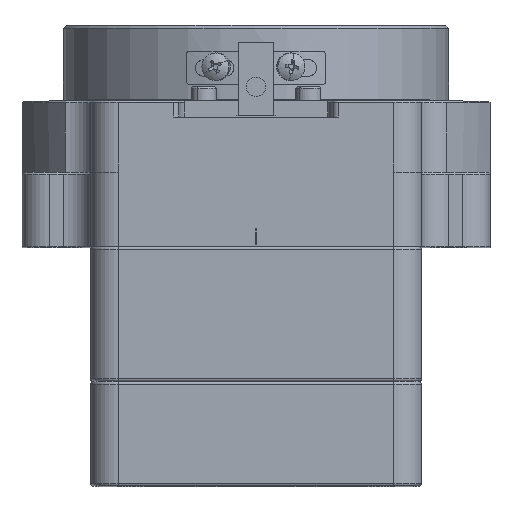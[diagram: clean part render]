
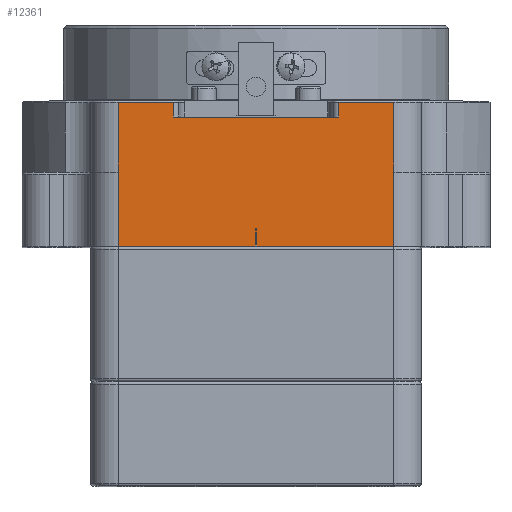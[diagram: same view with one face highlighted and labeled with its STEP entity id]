
A CAD part, top view. The second image highlights one B-rep face of the part: STEP entity #12361.
In plain terms, the highlighted planar face has unit normal (0, 0, 1).
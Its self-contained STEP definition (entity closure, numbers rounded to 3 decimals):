
#51 = DIRECTION ( 'NONE',  ( 0., 1., 0. ) ) ;
#417 = ORIENTED_EDGE ( 'NONE', *, *, #3452, .F. ) ;
#531 = CARTESIAN_POINT ( 'NONE',  ( -25., 13.5, 73. ) ) ;
#542 = VERTEX_POINT ( 'NONE', #18819 ) ;
#685 = EDGE_CURVE ( 'NONE', #38694, #13438, #19591, .T. ) ;
#1718 = CARTESIAN_POINT ( 'NONE',  ( -25., 26.2, 73. ) ) ;
#2296 = LINE ( 'NONE', #14327, #17051 ) ;
#2808 = ORIENTED_EDGE ( 'NONE', *, *, #28192, .T. ) ;
#2866 = CARTESIAN_POINT ( 'NONE',  ( 25., 13.5, 73. ) ) ;
#3452 = EDGE_CURVE ( 'NONE', #26221, #22835, #20446, .T. ) ;
#3749 = DIRECTION ( 'NONE',  ( -1., 0., 0. ) ) ;
#4618 = DIRECTION ( 'NONE',  ( 0., -1., 0. ) ) ;
#4731 = EDGE_CURVE ( 'NONE', #10731, #12838, #38603, .T. ) ;
#5465 = DIRECTION ( 'NONE',  ( 1., 0., 0. ) ) ;
#5512 = DIRECTION ( 'NONE',  ( 0., -1., 0. ) ) ;
#6444 = VECTOR ( 'NONE', #31257, 1000. ) ;
#6729 = PLANE ( 'NONE',  #18990 ) ;
#6869 = LINE ( 'NONE', #18885, #11251 ) ;
#7189 = LINE ( 'NONE', #19209, #6444 ) ;
#7609 = DIRECTION ( 'NONE',  ( 1., 0., 0. ) ) ;
#8159 = VERTEX_POINT ( 'NONE', #26917 ) ;
#8243 = LINE ( 'NONE', #20273, #12904 ) ;
#8431 = VERTEX_POINT ( 'NONE', #35304 ) ;
#8450 = CARTESIAN_POINT ( 'NONE',  ( -25., 0., 73. ) ) ;
#8604 = VECTOR ( 'NONE', #7609, 1000. ) ;
#8713 = ORIENTED_EDGE ( 'NONE', *, *, #20197, .T. ) ;
#9077 = CARTESIAN_POINT ( 'NONE',  ( 25., 13.5, 73. ) ) ;
#9120 = CARTESIAN_POINT ( 'NONE',  ( -0.31, 0., 73. ) ) ;
#9242 = EDGE_CURVE ( 'NONE', #18571, #10068, #22602, .T. ) ;
#10055 = VECTOR ( 'NONE', #23607, 1000. ) ;
#10068 = VERTEX_POINT ( 'NONE', #25085 ) ;
#10623 = ORIENTED_EDGE ( 'NONE', *, *, #12584, .T. ) ;
#10731 = VERTEX_POINT ( 'NONE', #29899 ) ;
#10976 = LINE ( 'NONE', #23006, #31642 ) ;
#11145 = CARTESIAN_POINT ( 'NONE',  ( -25., 0., 73. ) ) ;
#11251 = VECTOR ( 'NONE', #30927, 1000. ) ;
#11286 = EDGE_CURVE ( 'NONE', #542, #8431, #27571, .T. ) ;
#11573 = CARTESIAN_POINT ( 'NONE',  ( 15., 26.2, 73. ) ) ;
#12222 = ORIENTED_EDGE ( 'NONE', *, *, #18147, .T. ) ;
#12361 = ADVANCED_FACE ( 'NONE', ( #33749 ), #6729, .F. ) ;
#12568 = DIRECTION ( 'NONE',  ( 0., -1., 0. ) ) ;
#12584 = EDGE_CURVE ( 'NONE', #12838, #22835, #20495, .T. ) ;
#12838 = VERTEX_POINT ( 'NONE', #13175 ) ;
#12904 = VECTOR ( 'NONE', #32332, 1000. ) ;
#13175 = CARTESIAN_POINT ( 'NONE',  ( 15., 26.2, 73. ) ) ;
#13357 = CARTESIAN_POINT ( 'NONE',  ( 15., 23.5, 73. ) ) ;
#13438 = VERTEX_POINT ( 'NONE', #23553 ) ;
#13745 = DIRECTION ( 'NONE',  ( -1., 0., 0. ) ) ;
#14049 = ORIENTED_EDGE ( 'NONE', *, *, #20941, .T. ) ;
#14050 = EDGE_CURVE ( 'NONE', #36410, #10068, #29887, .T. ) ;
#14168 = ORIENTED_EDGE ( 'NONE', *, *, #14050, .F. ) ;
#14327 = CARTESIAN_POINT ( 'NONE',  ( -0.01, 3.2, 73. ) ) ;
#14893 = DIRECTION ( 'NONE',  ( 0., -1., 0. ) ) ;
#15045 = LINE ( 'NONE', #27067, #34997 ) ;
#16261 = ORIENTED_EDGE ( 'NONE', *, *, #25663, .F. ) ;
#16415 = VECTOR ( 'NONE', #12568, 1000. ) ;
#16827 = EDGE_CURVE ( 'NONE', #33452, #8159, #10976, .T. ) ;
#17051 = VECTOR ( 'NONE', #26345, 1000. ) ;
#17476 = EDGE_LOOP ( 'NONE', ( #14049, #29518, #10623, #417, #12222, #34608, #28228, #2808, #36001, #32400, #28605, #16261, #31476, #8713, #21242, #14168 ) ) ;
#18147 = EDGE_CURVE ( 'NONE', #26221, #29116, #15045, .T. ) ;
#18427 = VECTOR ( 'NONE', #5512, 1000. ) ;
#18571 = VERTEX_POINT ( 'NONE', #20728 ) ;
#18750 = CARTESIAN_POINT ( 'NONE',  ( -25., 13.5, 73. ) ) ;
#18819 = CARTESIAN_POINT ( 'NONE',  ( -25., 26.2, 73. ) ) ;
#18885 = CARTESIAN_POINT ( 'NONE',  ( -0.01, 3.2, 73. ) ) ;
#18990 = AXIS2_PLACEMENT_3D ( 'NONE', #18750, #30784, #3749 ) ;
#19209 = CARTESIAN_POINT ( 'NONE',  ( 0.01, 0.3, 73. ) ) ;
#19591 = LINE ( 'NONE', #31649, #30265 ) ;
#20197 = EDGE_CURVE ( 'NONE', #13438, #18571, #7189, .T. ) ;
#20273 = CARTESIAN_POINT ( 'NONE',  ( -25., 13.5, 73. ) ) ;
#20360 = VECTOR ( 'NONE', #21108, 1000. ) ;
#20446 = LINE ( 'NONE', #32489, #22811 ) ;
#20495 = LINE ( 'NONE', #32543, #18427 ) ;
#20697 = CARTESIAN_POINT ( 'NONE',  ( -0.01, 3.2, 73. ) ) ;
#20728 = CARTESIAN_POINT ( 'NONE',  ( 0.31, 0., 73. ) ) ;
#20941 = EDGE_CURVE ( 'NONE', #36410, #10731, #36099, .T. ) ;
#21108 = DIRECTION ( 'NONE',  ( 0., 1., 0. ) ) ;
#21242 = ORIENTED_EDGE ( 'NONE', *, *, #9242, .T. ) ;
#22015 = CARTESIAN_POINT ( 'NONE',  ( 25., 13.5, 73. ) ) ;
#22089 = VECTOR ( 'NONE', #23175, 1000. ) ;
#22602 = LINE ( 'NONE', #34637, #8604 ) ;
#22811 = VECTOR ( 'NONE', #5465, 1000. ) ;
#22835 = VERTEX_POINT ( 'NONE', #13357 ) ;
#22882 = EDGE_CURVE ( 'NONE', #29116, #542, #28733, .T. ) ;
#23006 = CARTESIAN_POINT ( 'NONE',  ( -0.01, 0.3, 73. ) ) ;
#23175 = DIRECTION ( 'NONE',  ( 1., 0., 0. ) ) ;
#23553 = CARTESIAN_POINT ( 'NONE',  ( 0.01, 0.3, 73. ) ) ;
#23607 = DIRECTION ( 'NONE',  ( -1., 0., 0. ) ) ;
#24020 = EDGE_CURVE ( 'NONE', #34592, #8159, #6869, .T. ) ;
#25085 = CARTESIAN_POINT ( 'NONE',  ( 25., 0., 73. ) ) ;
#25601 = VECTOR ( 'NONE', #14893, 1000. ) ;
#25663 = EDGE_CURVE ( 'NONE', #38694, #34592, #2296, .T. ) ;
#26019 = VECTOR ( 'NONE', #13745, 1000. ) ;
#26221 = VERTEX_POINT ( 'NONE', #36166 ) ;
#26345 = DIRECTION ( 'NONE',  ( -1., 0., 0. ) ) ;
#26917 = CARTESIAN_POINT ( 'NONE',  ( -0.01, 0.3, 73. ) ) ;
#27067 = CARTESIAN_POINT ( 'NONE',  ( -15., 13.5, 73. ) ) ;
#27571 = LINE ( 'NONE', #531, #16415 ) ;
#28192 = EDGE_CURVE ( 'NONE', #8431, #28207, #8243, .T. ) ;
#28207 = VERTEX_POINT ( 'NONE', #8450 ) ;
#28228 = ORIENTED_EDGE ( 'NONE', *, *, #11286, .T. ) ;
#28605 = ORIENTED_EDGE ( 'NONE', *, *, #24020, .F. ) ;
#28733 = LINE ( 'NONE', #1718, #26019 ) ;
#29086 = CARTESIAN_POINT ( 'NONE',  ( 0.01, 3.2, 73. ) ) ;
#29116 = VERTEX_POINT ( 'NONE', #38332 ) ;
#29518 = ORIENTED_EDGE ( 'NONE', *, *, #4731, .T. ) ;
#29887 = LINE ( 'NONE', #2866, #25601 ) ;
#29899 = CARTESIAN_POINT ( 'NONE',  ( 25., 26.2, 73. ) ) ;
#30265 = VECTOR ( 'NONE', #4618, 1000. ) ;
#30784 = DIRECTION ( 'NONE',  ( 0., 0., -1. ) ) ;
#30927 = DIRECTION ( 'NONE',  ( 0., -1., 0. ) ) ;
#31257 = DIRECTION ( 'NONE',  ( 0.707, -0.707, 0. ) ) ;
#31476 = ORIENTED_EDGE ( 'NONE', *, *, #685, .T. ) ;
#31642 = VECTOR ( 'NONE', #35050, 1000. ) ;
#31649 = CARTESIAN_POINT ( 'NONE',  ( 0.01, 3.2, 73. ) ) ;
#32332 = DIRECTION ( 'NONE',  ( 0., -1., 0. ) ) ;
#32400 = ORIENTED_EDGE ( 'NONE', *, *, #16827, .T. ) ;
#32489 = CARTESIAN_POINT ( 'NONE',  ( -25., 23.5, 73. ) ) ;
#32543 = CARTESIAN_POINT ( 'NONE',  ( 15., 13.5, 73. ) ) ;
#33452 = VERTEX_POINT ( 'NONE', #9120 ) ;
#33749 = FACE_OUTER_BOUND ( 'NONE', #17476, .T. ) ;
#34592 = VERTEX_POINT ( 'NONE', #20697 ) ;
#34608 = ORIENTED_EDGE ( 'NONE', *, *, #22882, .T. ) ;
#34637 = CARTESIAN_POINT ( 'NONE',  ( -25., 0., 73. ) ) ;
#34997 = VECTOR ( 'NONE', #51, 1000. ) ;
#35050 = DIRECTION ( 'NONE',  ( 0.707, 0.707, 0. ) ) ;
#35304 = CARTESIAN_POINT ( 'NONE',  ( -25., 13.5, 73. ) ) ;
#36001 = ORIENTED_EDGE ( 'NONE', *, *, #36585, .T. ) ;
#36099 = LINE ( 'NONE', #9077, #20360 ) ;
#36166 = CARTESIAN_POINT ( 'NONE',  ( -15., 23.5, 73. ) ) ;
#36410 = VERTEX_POINT ( 'NONE', #22015 ) ;
#36585 = EDGE_CURVE ( 'NONE', #28207, #33452, #38177, .T. ) ;
#38177 = LINE ( 'NONE', #11145, #22089 ) ;
#38332 = CARTESIAN_POINT ( 'NONE',  ( -15., 26.2, 73. ) ) ;
#38603 = LINE ( 'NONE', #11573, #10055 ) ;
#38694 = VERTEX_POINT ( 'NONE', #29086 ) ;
